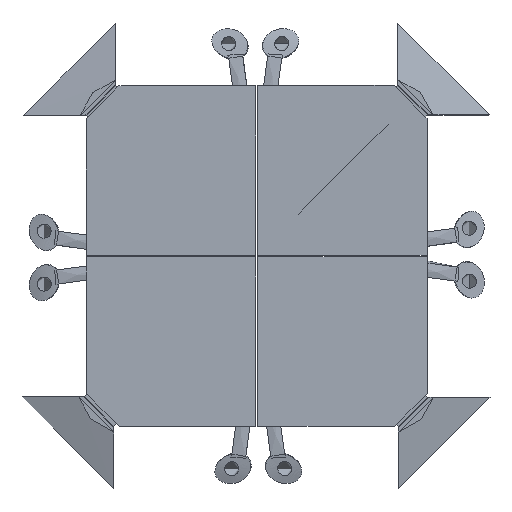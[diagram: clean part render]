
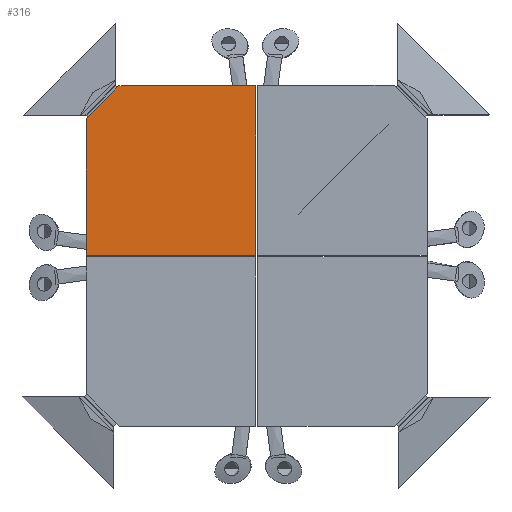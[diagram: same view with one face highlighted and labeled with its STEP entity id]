
A CAD part, top view. The second image highlights one B-rep face of the part: STEP entity #316.
In plain terms, the highlighted planar face has unit normal (0, 0, 1).
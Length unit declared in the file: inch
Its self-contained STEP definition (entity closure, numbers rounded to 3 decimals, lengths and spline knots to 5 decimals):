
#316=ADVANCED_FACE('',(#528),#3021,.T.);
#528=FACE_OUTER_BOUND('',#757,.T.);
#757=EDGE_LOOP('',(#1632,#1633,#1634,#1635,#1636));
#1632=ORIENTED_EDGE('',*,*,#2120,.F.);
#1633=ORIENTED_EDGE('',*,*,#2126,.F.);
#1634=ORIENTED_EDGE('',*,*,#2115,.F.);
#1635=ORIENTED_EDGE('',*,*,#2125,.F.);
#1636=ORIENTED_EDGE('',*,*,#2124,.T.);
#2115=EDGE_CURVE('',#2896,#2898,#2239,.T.);
#2120=EDGE_CURVE('',#2900,#2902,#2600,.T.);
#2124=EDGE_CURVE('',#2895,#2902,#2604,.T.);
#2125=EDGE_CURVE('',#2895,#2896,#2605,.T.);
#2126=EDGE_CURVE('',#2898,#2900,#2606,.T.);
#2239=(
BOUNDED_CURVE()
B_SPLINE_CURVE(2,(#8372,#8373,#8374),.UNSPECIFIED.,.F.,.F.)
B_SPLINE_CURVE_WITH_KNOTS((3,3),(0.,0.23622),.UNSPECIFIED.)
CURVE()
GEOMETRIC_REPRESENTATION_ITEM()
RATIONAL_B_SPLINE_CURVE((1.,0.707,1.))
REPRESENTATION_ITEM('')
);
#2600=B_SPLINE_CURVE_WITH_KNOTS('',1,(#8383,#8384),.UNSPECIFIED.,.F.,.F.,
(2,2),(-12.17819,-6.16236),.UNSPECIFIED.);
#2604=B_SPLINE_CURVE_WITH_KNOTS('',1,(#8391,#8392),.UNSPECIFIED.,.F.,.F.,
(2,2),(-12.19472,-6.16236),.UNSPECIFIED.);
#2605=B_SPLINE_CURVE_WITH_KNOTS('',1,(#8393,#8394),.UNSPECIFIED.,.F.,.F.,
(2,2),(0.49978,0.98425),.UNSPECIFIED.);
#2606=B_SPLINE_CURVE_WITH_KNOTS('',1,(#8395,#8396),.UNSPECIFIED.,.F.,.F.,
(2,2),(-9.84252,-4.98126),.UNSPECIFIED.);
#2895=VERTEX_POINT('',#8357);
#2896=VERTEX_POINT('',#8358);
#2898=VERTEX_POINT('',#8360);
#2900=VERTEX_POINT('',#8362);
#2902=VERTEX_POINT('',#8364);
#3021=PLANE('',#3184);
#3184=AXIS2_PLACEMENT_3D('',#8354,#3229,$);
#3229=DIRECTION('',(0.,0.,1.));
#8354=CARTESIAN_POINT('',(0.12051,1.32591,0.4329));
#8357=CARTESIAN_POINT('',(0.12151,0.72333,0.4329));
#8358=CARTESIAN_POINT('',(0.12151,1.2078,0.4329));
#8360=CARTESIAN_POINT('',(0.23862,1.32491,0.4329));
#8362=CARTESIAN_POINT('',(0.72474,1.32491,0.4329));
#8364=CARTESIAN_POINT('',(0.72474,0.72333,0.4329));
#8372=CARTESIAN_POINT('',(0.12151,1.2078,0.4329));
#8373=CARTESIAN_POINT('',(0.12151,1.32491,0.4329));
#8374=CARTESIAN_POINT('',(0.23862,1.32491,0.4329));
#8383=CARTESIAN_POINT('',(0.72474,1.32491,0.4329));
#8384=CARTESIAN_POINT('',(0.72474,0.72333,0.4329));
#8391=CARTESIAN_POINT('',(0.12151,0.72333,0.4329));
#8392=CARTESIAN_POINT('',(0.72474,0.72333,0.4329));
#8393=CARTESIAN_POINT('',(0.12151,0.72333,0.4329));
#8394=CARTESIAN_POINT('',(0.12151,1.2078,0.4329));
#8395=CARTESIAN_POINT('',(0.23862,1.32491,0.4329));
#8396=CARTESIAN_POINT('',(0.72474,1.32491,0.4329));
